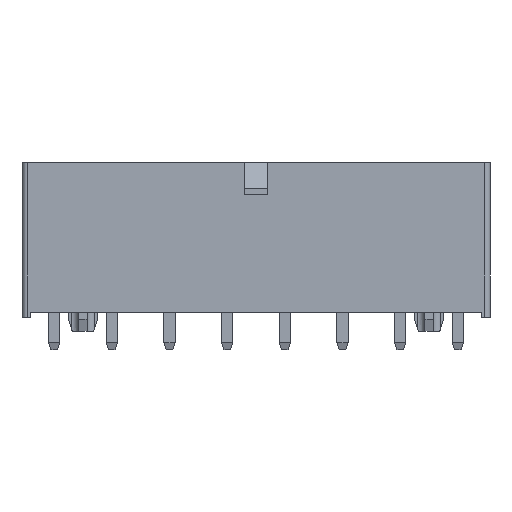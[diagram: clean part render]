
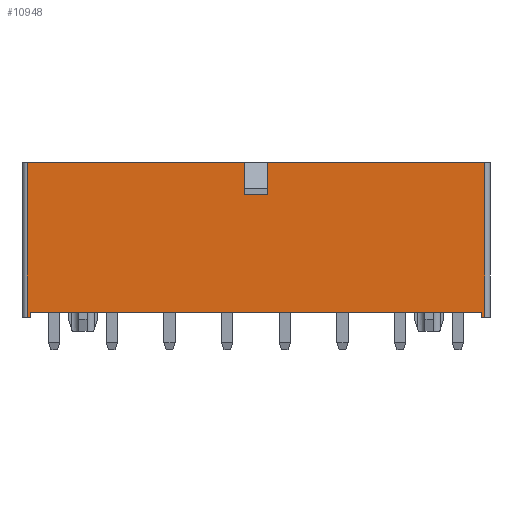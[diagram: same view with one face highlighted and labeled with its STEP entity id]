
A CAD part, front view. The second image highlights one B-rep face of the part: STEP entity #10948.
In plain terms, the highlighted face is planar.
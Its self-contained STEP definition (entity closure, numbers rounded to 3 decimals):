
#167=LINE('',#14324,#1178);
#169=LINE('',#14328,#1180);
#170=LINE('',#14330,#1181);
#171=LINE('',#14332,#1182);
#172=LINE('',#14334,#1183);
#173=LINE('',#14336,#1184);
#174=LINE('',#14338,#1185);
#175=LINE('',#14340,#1186);
#176=LINE('',#14342,#1187);
#177=LINE('',#14344,#1188);
#178=LINE('',#14346,#1189);
#179=LINE('',#14348,#1190);
#1178=VECTOR('',#12166,1000.);
#1180=VECTOR('',#12170,1000.);
#1181=VECTOR('',#12171,1000.);
#1182=VECTOR('',#12172,1000.);
#1183=VECTOR('',#12173,1000.);
#1184=VECTOR('',#12174,1000.);
#1185=VECTOR('',#12175,1000.);
#1186=VECTOR('',#12176,1000.);
#1187=VECTOR('',#12177,1000.);
#1188=VECTOR('',#12178,1000.);
#1189=VECTOR('',#12179,1000.);
#1190=VECTOR('',#12180,1000.);
#2286=ORIENTED_EDGE('',*,*,#4429,.F.);
#2287=ORIENTED_EDGE('',*,*,#4427,.T.);
#2288=ORIENTED_EDGE('',*,*,#4430,.T.);
#2289=ORIENTED_EDGE('',*,*,#4431,.T.);
#2290=ORIENTED_EDGE('',*,*,#4432,.F.);
#2291=ORIENTED_EDGE('',*,*,#4433,.F.);
#2292=ORIENTED_EDGE('',*,*,#4434,.F.);
#2293=ORIENTED_EDGE('',*,*,#4435,.T.);
#2294=ORIENTED_EDGE('',*,*,#4436,.F.);
#2295=ORIENTED_EDGE('',*,*,#4437,.F.);
#2296=ORIENTED_EDGE('',*,*,#4438,.T.);
#2297=ORIENTED_EDGE('',*,*,#4439,.F.);
#4427=EDGE_CURVE('',#5500,#5499,#167,.T.);
#4429=EDGE_CURVE('',#5500,#5501,#169,.T.);
#4430=EDGE_CURVE('',#5499,#5502,#170,.T.);
#4431=EDGE_CURVE('',#5502,#5503,#171,.T.);
#4432=EDGE_CURVE('',#5504,#5503,#172,.T.);
#4433=EDGE_CURVE('',#5505,#5504,#173,.T.);
#4434=EDGE_CURVE('',#5506,#5505,#174,.T.);
#4435=EDGE_CURVE('',#5506,#5507,#175,.T.);
#4436=EDGE_CURVE('',#5508,#5507,#176,.T.);
#4437=EDGE_CURVE('',#5509,#5508,#177,.T.);
#4438=EDGE_CURVE('',#5509,#5510,#178,.T.);
#4439=EDGE_CURVE('',#5501,#5510,#179,.T.);
#5499=VERTEX_POINT('',#14323);
#5500=VERTEX_POINT('',#14325);
#5501=VERTEX_POINT('',#14329);
#5502=VERTEX_POINT('',#14331);
#5503=VERTEX_POINT('',#14333);
#5504=VERTEX_POINT('',#14335);
#5505=VERTEX_POINT('',#14337);
#5506=VERTEX_POINT('',#14339);
#5507=VERTEX_POINT('',#14341);
#5508=VERTEX_POINT('',#14343);
#5509=VERTEX_POINT('',#14345);
#5510=VERTEX_POINT('',#14347);
#6220=EDGE_LOOP('',(#2286,#2287,#2288,#2289,#2290,#2291,#2292,#2293,#2294,
#2295,#2296,#2297));
#6727=FACE_BOUND('',#6220,.T.);
#7226=PLANE('',#11448);
#10948=ADVANCED_FACE('',(#6727),#7226,.F.);
#11448=AXIS2_PLACEMENT_3D('',#14327,#12168,#12169);
#12166=DIRECTION('',(0.,1.,0.));
#12168=DIRECTION('',(0.,0.,-1.));
#12169=DIRECTION('',(-1.,0.,0.));
#12170=DIRECTION('',(1.,0.,0.));
#12171=DIRECTION('',(-1.,0.,0.));
#12172=DIRECTION('',(0.,-1.,0.));
#12173=DIRECTION('',(-1.,0.,0.));
#12174=DIRECTION('',(0.,-1.,0.));
#12175=DIRECTION('',(-1.,0.,0.));
#12176=DIRECTION('',(0.,-1.,0.));
#12177=DIRECTION('',(-1.,0.,0.));
#12178=DIRECTION('',(0.,-1.,0.));
#12179=DIRECTION('',(-1.,0.,0.));
#12180=DIRECTION('',(0.,1.,0.));
#14323=CARTESIAN_POINT('',(-22.275,7.65,3.4));
#14324=CARTESIAN_POINT('',(-22.275,7.15,3.4));
#14325=CARTESIAN_POINT('',(-22.275,7.15,3.4));
#14327=CARTESIAN_POINT('',(23.125,7.65,3.4));
#14328=CARTESIAN_POINT('',(-22.275,7.15,3.4));
#14329=CARTESIAN_POINT('',(22.275,7.15,3.4));
#14330=CARTESIAN_POINT('',(23.125,7.65,3.4));
#14331=CARTESIAN_POINT('',(-22.625,7.65,3.4));
#14332=CARTESIAN_POINT('',(-22.625,7.65,3.4));
#14333=CARTESIAN_POINT('',(-22.625,-7.65,3.4));
#14334=CARTESIAN_POINT('',(23.125,-7.65,3.4));
#14335=CARTESIAN_POINT('',(-1.175,-7.65,3.4));
#14336=CARTESIAN_POINT('',(-1.175,-4.65,3.4));
#14337=CARTESIAN_POINT('',(-1.175,-4.65,3.4));
#14338=CARTESIAN_POINT('',(1.175,-4.65,3.4));
#14339=CARTESIAN_POINT('',(1.175,-4.65,3.4));
#14340=CARTESIAN_POINT('',(1.175,-4.65,3.4));
#14341=CARTESIAN_POINT('',(1.175,-7.65,3.4));
#14342=CARTESIAN_POINT('',(23.125,-7.65,3.4));
#14343=CARTESIAN_POINT('',(22.625,-7.65,3.4));
#14344=CARTESIAN_POINT('',(22.625,7.65,3.4));
#14345=CARTESIAN_POINT('',(22.625,7.65,3.4));
#14346=CARTESIAN_POINT('',(23.125,7.65,3.4));
#14347=CARTESIAN_POINT('',(22.275,7.65,3.4));
#14348=CARTESIAN_POINT('',(22.275,7.15,3.4));
